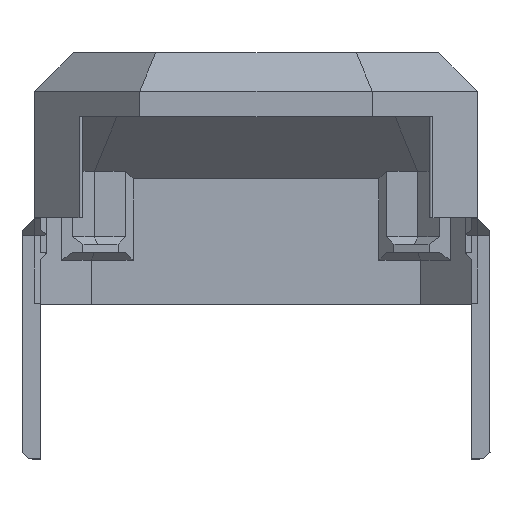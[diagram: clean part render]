
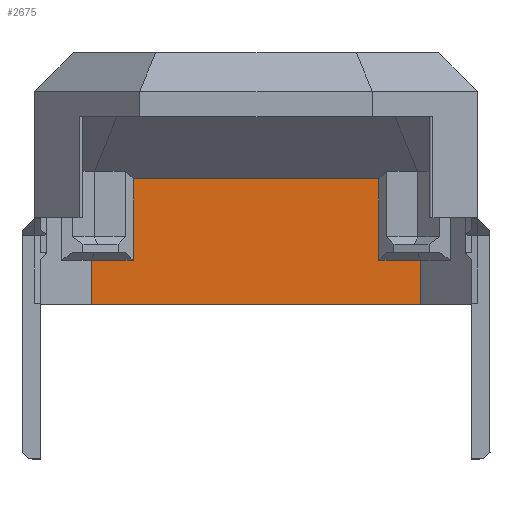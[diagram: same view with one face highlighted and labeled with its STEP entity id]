
A CAD part, top view. The second image highlights one B-rep face of the part: STEP entity #2675.
In plain terms, the highlighted planar face has unit normal (0, 0, 1).
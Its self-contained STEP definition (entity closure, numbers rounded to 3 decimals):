
#98=PLANE('',#2851);
#243=FACE_OUTER_BOUND('',#401,.T.);
#401=EDGE_LOOP('',(#2202,#2203,#2204,#2205,#2206,#2207,#2208,#2209));
#679=LINE('',#4075,#1036);
#683=LINE('',#4082,#1040);
#688=LINE('',#4092,#1045);
#690=LINE('',#4096,#1047);
#691=LINE('',#4098,#1048);
#692=LINE('',#4100,#1049);
#693=LINE('',#4102,#1050);
#694=LINE('',#4103,#1051);
#1036=VECTOR('',#3303,10.);
#1040=VECTOR('',#3311,10.);
#1045=VECTOR('',#3320,10.);
#1047=VECTOR('',#3324,10.);
#1048=VECTOR('',#3325,10.);
#1049=VECTOR('',#3326,10.);
#1050=VECTOR('',#3327,10.);
#1051=VECTOR('',#3328,10.);
#1358=VERTEX_POINT('',#4072);
#1359=VERTEX_POINT('',#4074);
#1360=VERTEX_POINT('',#4078);
#1363=VERTEX_POINT('',#4091);
#1364=VERTEX_POINT('',#4095);
#1365=VERTEX_POINT('',#4097);
#1366=VERTEX_POINT('',#4099);
#1367=VERTEX_POINT('',#4101);
#1656=EDGE_CURVE('',#1358,#1359,#679,.T.);
#1660=EDGE_CURVE('',#1359,#1360,#683,.T.);
#1665=EDGE_CURVE('',#1360,#1363,#688,.F.);
#1667=EDGE_CURVE('',#1358,#1364,#690,.T.);
#1668=EDGE_CURVE('',#1365,#1364,#691,.T.);
#1669=EDGE_CURVE('',#1366,#1365,#692,.T.);
#1670=EDGE_CURVE('',#1366,#1367,#693,.F.);
#1671=EDGE_CURVE('',#1363,#1367,#694,.T.);
#2202=ORIENTED_EDGE('',*,*,#1660,.F.);
#2203=ORIENTED_EDGE('',*,*,#1656,.F.);
#2204=ORIENTED_EDGE('',*,*,#1667,.T.);
#2205=ORIENTED_EDGE('',*,*,#1668,.F.);
#2206=ORIENTED_EDGE('',*,*,#1669,.F.);
#2207=ORIENTED_EDGE('',*,*,#1670,.T.);
#2208=ORIENTED_EDGE('',*,*,#1671,.F.);
#2209=ORIENTED_EDGE('',*,*,#1665,.F.);
#2675=ADVANCED_FACE('',(#243),#98,.F.);
#2851=AXIS2_PLACEMENT_3D('',#4094,#3322,#3323);
#3303=DIRECTION('',(0.,-1.,0.));
#3311=DIRECTION('',(1.,0.,0.));
#3320=DIRECTION('',(0.,1.,0.));
#3322=DIRECTION('center_axis',(0.,0.,-1.));
#3323=DIRECTION('ref_axis',(1.,0.,0.));
#3324=DIRECTION('',(-1.,0.,0.));
#3325=DIRECTION('',(0.,1.,0.));
#3326=DIRECTION('',(1.,0.,0.));
#3327=DIRECTION('',(0.,1.,0.));
#3328=DIRECTION('',(-1.,0.,0.));
#4072=CARTESIAN_POINT('',(635.604,282.116,-300.));
#4074=CARTESIAN_POINT('',(635.604,271.663,-300.));
#4075=CARTESIAN_POINT('',(635.604,284.955,-300.));
#4078=CARTESIAN_POINT('',(641.,271.663,-300.));
#4082=CARTESIAN_POINT('',(619.298,271.663,-300.));
#4091=CARTESIAN_POINT('',(641.,265.963,-300.));
#4092=CARTESIAN_POINT('',(641.,297.447,-300.));
#4094=CARTESIAN_POINT('Origin',(598.269,297.447,-300.));
#4095=CARTESIAN_POINT('',(603.996,282.116,-300.));
#4096=CARTESIAN_POINT('',(603.651,282.116,-300.));
#4097=CARTESIAN_POINT('',(603.996,271.663,-300.));
#4098=CARTESIAN_POINT('',(603.996,284.955,-300.));
#4099=CARTESIAN_POINT('',(598.6,271.663,-300.));
#4100=CARTESIAN_POINT('',(598.771,271.663,-300.));
#4101=CARTESIAN_POINT('',(598.6,265.963,-300.));
#4102=CARTESIAN_POINT('',(598.6,297.447,-300.));
#4103=CARTESIAN_POINT('',(609.034,265.963,-300.));
